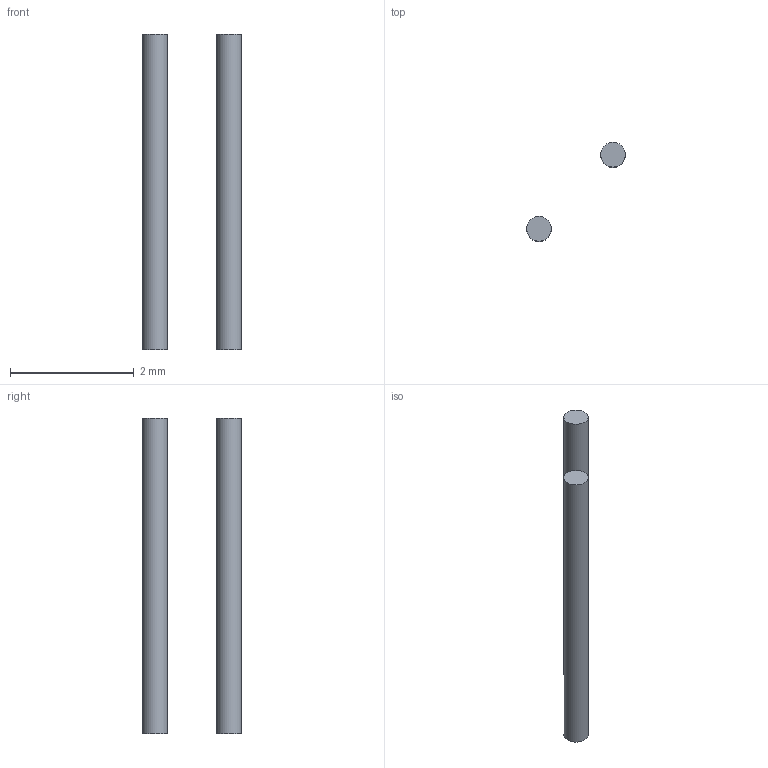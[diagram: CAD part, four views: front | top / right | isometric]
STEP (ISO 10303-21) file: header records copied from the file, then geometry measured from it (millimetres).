
FILE_DESCRIPTION(('FreeCAD Model'),'2;1');
FILE_NAME('2007939.1.2.stp','2022-05-21T08:26:27',( 'Author'),(''),'Open CASCADE STEP processor 6.9','FreeCAD','Unknown' );
FILE_SCHEMA(('AUTOMOTIVE_DESIGN { 1 0 10303 214 1 1 1 1 }'));
Length unit declared in the file: millimetre
Products named in the file (2): ASSEMBLY; Leads
Assembly tree (1 placements, depth 2):
  ASSEMBLY
    Leads
Bounding box: 1.6 x 1.6 x 5.1 mm (x, y, z)
Volume: 1.3 mm3; surface area: 13.3 mm2
Topology: 2 solids, 2 shells, 6 faces, 6 edges, 4 vertices
Faces by surface type: plane 4, cylinder 2
Full cylindrical faces by diameter (mm): 0.4 x2
Entity records: 238 total; most frequent: DIRECTION 38, CARTESIAN_POINT 30, AXIS2_PLACEMENT_3D 12, ORIENTED_EDGE 12, PCURVE 12, DEFINITIONAL_REPRESENTATION 12, LINE 10, VECTOR 10
